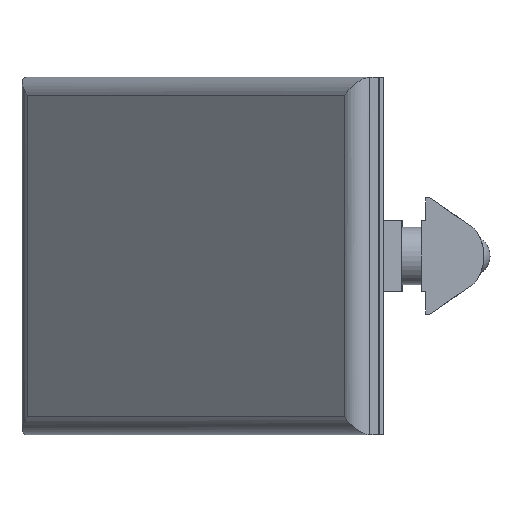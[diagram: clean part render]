
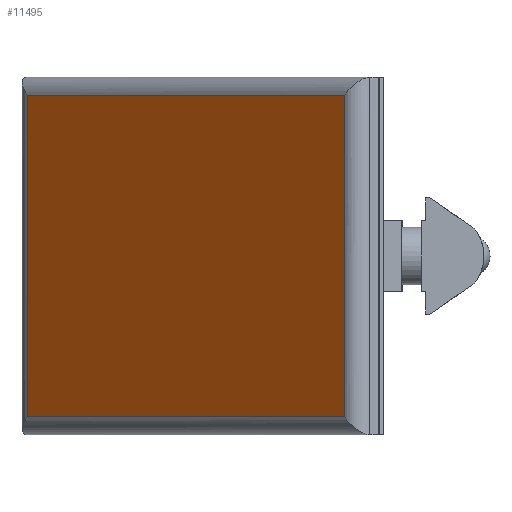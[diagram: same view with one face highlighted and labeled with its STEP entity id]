
A CAD part, left-side view. The second image highlights one B-rep face of the part: STEP entity #11495.
In plain terms, the highlighted face is planar.
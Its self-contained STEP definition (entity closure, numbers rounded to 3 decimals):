
#6806=ORIENTED_EDGE('',*,*,#8931,.F.);
#6807=ORIENTED_EDGE('',*,*,#8933,.F.);
#6808=ORIENTED_EDGE('',*,*,#8935,.T.);
#6809=ORIENTED_EDGE('',*,*,#8928,.T.);
#7571=VECTOR('',#10325,1.);
#7572=VECTOR('',#10332,1.);
#7573=VECTOR('',#10337,1.);
#7575=VECTOR('',#10341,1.);
#8041=LINE('',#12330,#7571);
#8042=LINE('',#12335,#7572);
#8043=LINE('',#12339,#7573);
#8045=LINE('',#12342,#7575);
#8418=VERTEX_POINT('',#12327);
#8419=VERTEX_POINT('',#12329);
#8420=VERTEX_POINT('',#12333);
#8421=VERTEX_POINT('',#12337);
#8928=EDGE_CURVE('',#8419,#8418,#8041,.T.);
#8931=EDGE_CURVE('',#8420,#8418,#8042,.T.);
#8933=EDGE_CURVE('',#8421,#8420,#8043,.T.);
#8935=EDGE_CURVE('',#8421,#8419,#8045,.T.);
#9293=EDGE_LOOP('',(#6806,#6807,#6808,#6809));
#9559=FACE_BOUND('',#9293,.T.);
#10325=DIRECTION('',(50.2,0.,0.));
#10332=DIRECTION('',(0.,0.,-36.));
#10337=DIRECTION('',(50.2,0.,0.));
#10341=DIRECTION('',(0.,0.,-36.));
#10344=DIRECTION('',(0.,-1.,0.));
#10345=DIRECTION('',(-1.,0.,0.));
#11004=AXIS2_PLACEMENT_3D('',#12344,#10344,#10345);
#11300=PLANE('',#11004);
#11495=ADVANCED_FACE('',(#9559),#11300,.T.);
#12327=CARTESIAN_POINT('',(25.1,-3.5,-18.));
#12329=CARTESIAN_POINT('',(-25.1,-3.5,-18.));
#12330=CARTESIAN_POINT('',(-25.1,-3.5,-18.));
#12333=CARTESIAN_POINT('',(25.1,-3.5,18.));
#12335=CARTESIAN_POINT('',(25.1,-3.5,18.));
#12337=CARTESIAN_POINT('',(-25.1,-3.5,18.));
#12339=CARTESIAN_POINT('',(-25.1,-3.5,18.));
#12342=CARTESIAN_POINT('',(-25.1,-3.5,18.));
#12344=CARTESIAN_POINT('',(-25.1,-3.5,0.));
